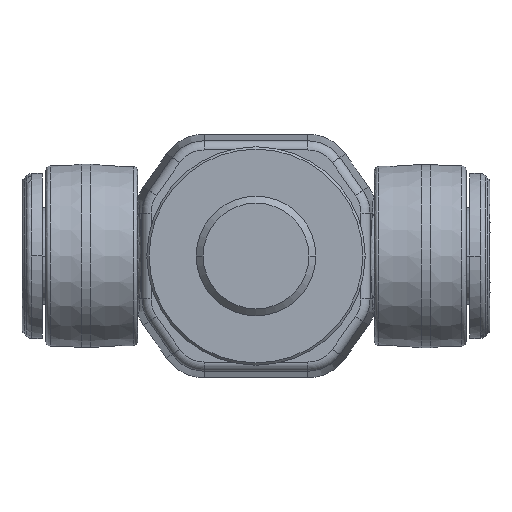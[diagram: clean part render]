
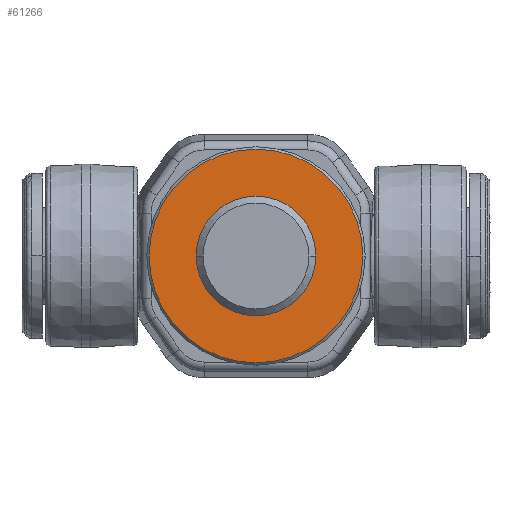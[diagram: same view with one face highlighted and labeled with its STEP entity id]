
A CAD part, front view. The second image highlights one B-rep face of the part: STEP entity #61266.
In plain terms, the highlighted planar face has unit normal (0, -1, 0).
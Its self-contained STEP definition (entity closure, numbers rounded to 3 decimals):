
#59362=CARTESIAN_POINT('',(0.,-10.,0.));
#59363=DIRECTION('',(0.,-1.,0.));
#59364=DIRECTION('',(1.,0.,0.));
#59365=AXIS2_PLACEMENT_3D('',#59362,#59363,#59364);
#59367=CARTESIAN_POINT('',(0.,-10.,0.));
#59368=DIRECTION('',(0.,-1.,0.));
#59369=DIRECTION('',(-1.,0.,0.));
#59370=AXIS2_PLACEMENT_3D('',#59367,#59368,#59369);
#59372=CARTESIAN_POINT('',(0.,-10.,0.));
#59373=DIRECTION('',(0.,1.,0.));
#59374=DIRECTION('',(-1.,0.,0.));
#59375=AXIS2_PLACEMENT_3D('',#59372,#59373,#59374);
#59386=CARTESIAN_POINT('',(0.,-10.,0.));
#59387=DIRECTION('',(0.,-1.,0.));
#59388=DIRECTION('',(-1.,0.,0.));
#59389=AXIS2_PLACEMENT_3D('',#59386,#59387,#59388);
#60721=CARTESIAN_POINT('',(46.5,-10.,0.));
#60722=CARTESIAN_POINT('',(-46.5,-10.,0.));
#60723=VERTEX_POINT('',#60721);
#60724=VERTEX_POINT('',#60722);
#61109=CARTESIAN_POINT('',(-26.,-10.,0.));
#61110=CARTESIAN_POINT('',(26.,-10.,0.));
#61111=VERTEX_POINT('',#61109);
#61112=VERTEX_POINT('',#61110);
#61250=CARTESIAN_POINT('',(0.,-10.,0.));
#61251=DIRECTION('',(0.,1.,0.));
#61252=DIRECTION('',(1.,0.,0.));
#61253=AXIS2_PLACEMENT_3D('',#61250,#61251,#61252);
#61254=PLANE('68',#61253);
#61255=ORIENTED_EDGE('184',*,*,#61240,.F.);
#61257=ORIENTED_EDGE('186',*,*,#61256,.F.);
#61258=EDGE_LOOP('68',(#61255,#61257));
#61259=FACE_OUTER_BOUND('68',#61258,.F.);
#61261=ORIENTED_EDGE('3862',*,*,#61260,.F.);
#61263=ORIENTED_EDGE('3888',*,*,#61262,.T.);
#61264=EDGE_LOOP('68',(#61261,#61263));
#61265=FACE_BOUND('68',#61264,.F.);
#59366=CIRCLE('184',#59365,46.5);
#59371=CIRCLE('186',#59370,46.5);
#59376=CIRCLE('3862',#59375,26.);
#59390=CIRCLE('3888',#59389,26.);
#61240=EDGE_CURVE('184',#60723,#60724,#59366,.T.);
#61256=EDGE_CURVE('186',#60724,#60723,#59371,.T.);
#61260=EDGE_CURVE('3862',#61111,#61112,#59376,.T.);
#61262=EDGE_CURVE('3888',#61111,#61112,#59390,.T.);
#61266=ADVANCED_FACE('68',(#61259,#61265),#61254,.F.);
